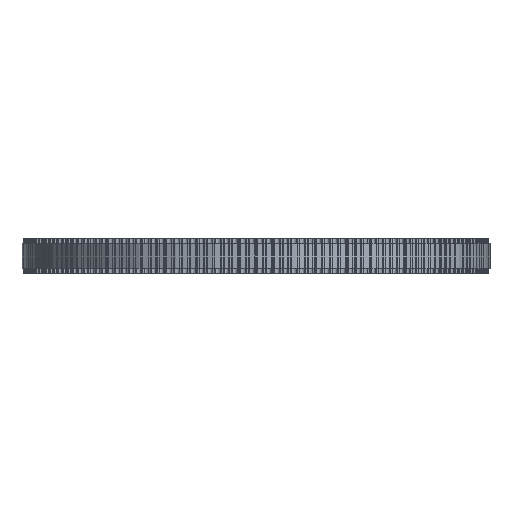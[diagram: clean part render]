
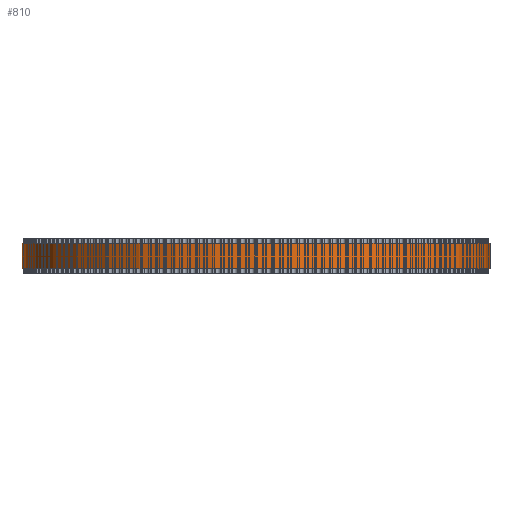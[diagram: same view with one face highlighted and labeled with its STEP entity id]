
A CAD part, front view. The second image highlights one B-rep face of the part: STEP entity #810.
In plain terms, the highlighted cylindrical face has radius 54.749 mm (diameter 109.499 mm), a full revolution.
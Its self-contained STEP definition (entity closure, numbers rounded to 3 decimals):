
#97=FACE_BOUND('',#2880,.T.);
#98=FACE_BOUND('',#2881,.T.);
#810=ADVANCED_FACE('',(#97,#98),#1499,.T.);
#1499=CYLINDRICAL_SURFACE('',#15279,54.749);
#2880=EDGE_LOOP('',(#8386));
#2881=EDGE_LOOP('',(#8387));
#8386=ORIENTED_EDGE('',*,*,#11830,.T.);
#8387=ORIENTED_EDGE('',*,*,#11831,.T.);
#9764=VERTEX_POINT('',#24240);
#9765=VERTEX_POINT('',#24242);
#11830=EDGE_CURVE('',#9764,#9764,#13208,.T.);
#11831=EDGE_CURVE('',#9765,#9765,#13209,.T.);
#13208=CIRCLE('',#15277,54.749);
#13209=CIRCLE('',#15278,54.749);
#15277=AXIS2_PLACEMENT_3D('',#24239,#20102,#20103);
#15278=AXIS2_PLACEMENT_3D('',#24241,#20104,#20105);
#15279=AXIS2_PLACEMENT_3D('',#24243,#20106,#20107);
#20102=DIRECTION('',(0.,0.,1.));
#20103=DIRECTION('',(1.,0.,0.));
#20104=DIRECTION('',(0.,0.,-1.));
#20105=DIRECTION('',(1.,0.,0.));
#20106=DIRECTION('',(0.,0.,1.));
#20107=DIRECTION('',(1.,0.,0.));
#24239=CARTESIAN_POINT('',(0.,0.,1.));
#24240=CARTESIAN_POINT('',(54.749,0.,1.));
#24241=CARTESIAN_POINT('',(0.,0.,7.));
#24242=CARTESIAN_POINT('',(54.749,0.,7.));
#24243=CARTESIAN_POINT('',(0.,0.,1.));
